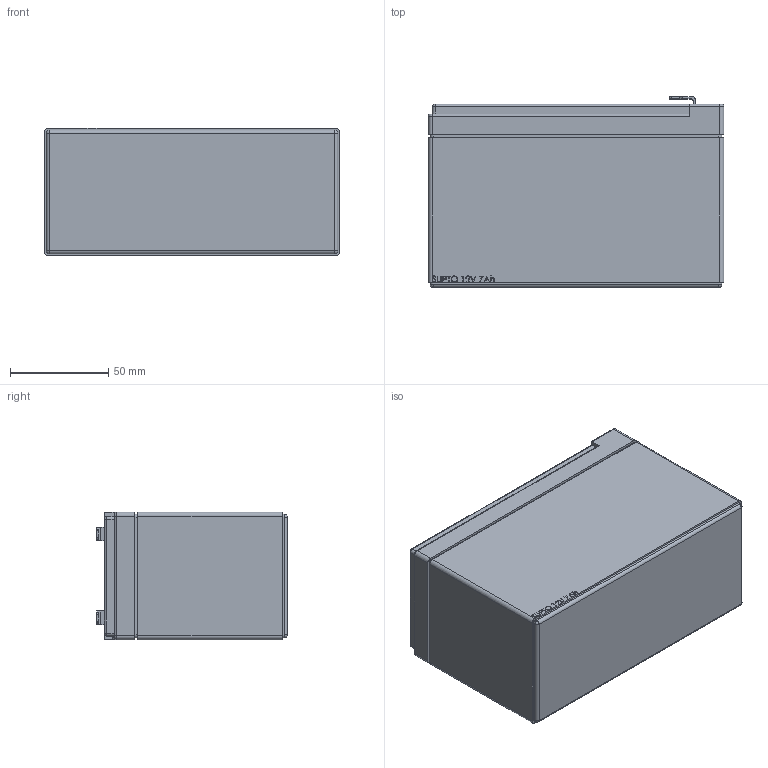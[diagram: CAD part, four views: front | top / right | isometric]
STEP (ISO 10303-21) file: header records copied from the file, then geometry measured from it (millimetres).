
FILE_DESCRIPTION (( 'STEP AP214' ), '1' );
FILE_NAME ('12V 7 Ah battery.STEP', '2020-04-16T06:53:44', ( '' ), ( '' ), 'SwSTEP 2.0', 'SolidWorks 2018', '' );
FILE_SCHEMA (( 'AUTOMOTIVE_DESIGN' ));
Length unit declared in the file: millimetre
Products named in the file (1): 12V 7 Ah battery
Bounding box: 150.5 x 97.08 x 65.03 mm (x, y, z)
Volume: 905306.1 mm3; surface area: 61513.1 mm2
Topology: 11 solids, 11 shells, 309 faces, 822 edges, 537 vertices
Faces by surface type: plane 194, bspline 60, cylinder 44, torus 7, sphere 4
Entity records: 12726 total; most frequent: CARTESIAN_POINT 5250, ORIENTED_EDGE 1636, DIRECTION 1292, EDGE_CURVE 818, VECTOR 602, LINE 602, VERTEX_POINT 537, AXIS2_PLACEMENT_3D 345
